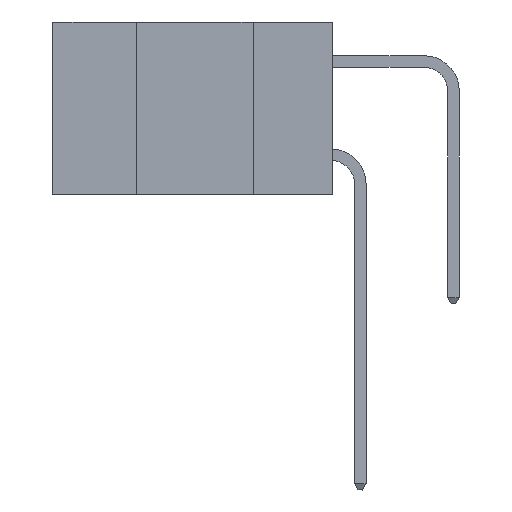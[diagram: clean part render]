
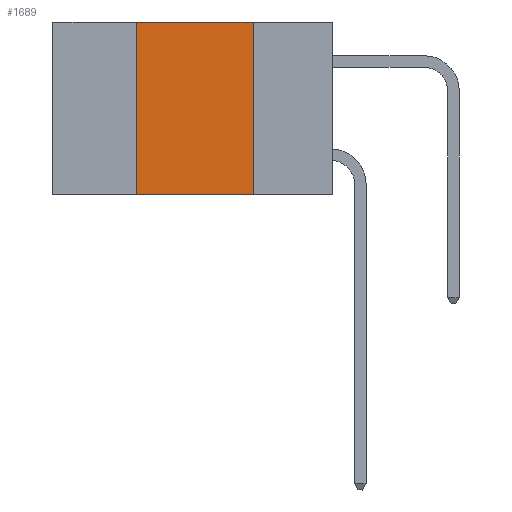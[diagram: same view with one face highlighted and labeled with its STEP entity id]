
A CAD part, left-side view. The second image highlights one B-rep face of the part: STEP entity #1689.
In plain terms, the highlighted planar face has unit normal (-1, 0, 0).
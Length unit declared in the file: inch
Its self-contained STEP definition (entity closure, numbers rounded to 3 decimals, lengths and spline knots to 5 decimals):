
#137 = FACE_OUTER_BOUND ( 'NONE', #1539, .T. ) ;
#219 = CARTESIAN_POINT ( 'NONE',  ( 0., 0.6, 0. ) ) ;
#1539 = EDGE_LOOP ( 'NONE', ( #9263, #9056, #9042, #6398 ) ) ;
#1689 = ADVANCED_FACE ( 'NONE', ( #137 ), #10359, .F. ) ;
#2147 = DIRECTION ( 'NONE',  ( 0., 0., 1. ) ) ;
#2903 = EDGE_CURVE ( 'NONE', #3018, #11109, #10444, .T. ) ;
#3018 = VERTEX_POINT ( 'NONE', #8143 ) ;
#3062 = CARTESIAN_POINT ( 'NONE',  ( 0., 0.17, 0. ) ) ;
#3704 = DIRECTION ( 'NONE',  ( 0., -1., 0. ) ) ;
#3887 = CARTESIAN_POINT ( 'NONE',  ( 0., 0.42, 0. ) ) ;
#4133 = EDGE_CURVE ( 'NONE', #11260, #12279, #4322, .T. ) ;
#4322 = LINE ( 'NONE', #7863, #11628 ) ;
#4667 = DIRECTION ( 'NONE',  ( 1., 0., 0. ) ) ;
#4968 = EDGE_CURVE ( 'NONE', #12279, #11109, #14052, .T. ) ;
#5232 = DIRECTION ( 'NONE',  ( 0., 0., -1. ) ) ;
#6398 = ORIENTED_EDGE ( 'NONE', *, *, #2903, .T. ) ;
#7131 = EDGE_CURVE ( 'NONE', #3018, #11260, #11376, .T. ) ;
#7863 = CARTESIAN_POINT ( 'NONE',  ( 0., 0.6, 0. ) ) ;
#8143 = CARTESIAN_POINT ( 'NONE',  ( 0., 0.42, -0.37 ) ) ;
#8450 = VECTOR ( 'NONE', #3704, 39.37008 ) ;
#9042 = ORIENTED_EDGE ( 'NONE', *, *, #7131, .F. ) ;
#9056 = ORIENTED_EDGE ( 'NONE', *, *, #4133, .F. ) ;
#9183 = DIRECTION ( 'NONE',  ( 0., 0., -1. ) ) ;
#9263 = ORIENTED_EDGE ( 'NONE', *, *, #4968, .F. ) ;
#10359 = PLANE ( 'NONE',  #13196 ) ;
#10444 = LINE ( 'NONE', #13799, #8450 ) ;
#11109 = VERTEX_POINT ( 'NONE', #12308 ) ;
#11260 = VERTEX_POINT ( 'NONE', #3887 ) ;
#11376 = LINE ( 'NONE', #13433, #13662 ) ;
#11628 = VECTOR ( 'NONE', #12069, 39.37008 ) ;
#12069 = DIRECTION ( 'NONE',  ( 0., -1., 0. ) ) ;
#12279 = VERTEX_POINT ( 'NONE', #3062 ) ;
#12308 = CARTESIAN_POINT ( 'NONE',  ( 0., 0.17, -0.37 ) ) ;
#12645 = VECTOR ( 'NONE', #5232, 39.37008 ) ;
#13196 = AXIS2_PLACEMENT_3D ( 'NONE', #219, #4667, #9183 ) ;
#13433 = CARTESIAN_POINT ( 'NONE',  ( 0., 0.42, -0.37 ) ) ;
#13662 = VECTOR ( 'NONE', #2147, 39.37008 ) ;
#13793 = CARTESIAN_POINT ( 'NONE',  ( 0., 0.17, -0.37 ) ) ;
#13799 = CARTESIAN_POINT ( 'NONE',  ( 0., 0.6, -0.37 ) ) ;
#14052 = LINE ( 'NONE', #13793, #12645 ) ;
